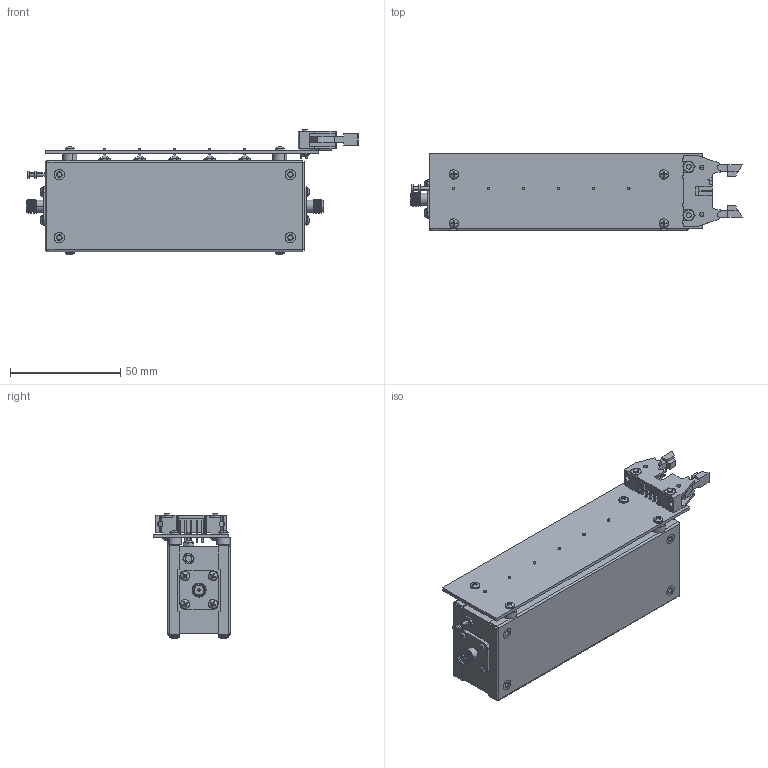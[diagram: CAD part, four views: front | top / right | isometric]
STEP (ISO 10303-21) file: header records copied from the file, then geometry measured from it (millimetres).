
FILE_DESCRIPTION (( 'STEP AP214' ), '1' );
FILE_NAME ('FMAT8013_3D.step', '2024-11-07T17:31:55', ( '' ), ( '' ), 'SwSTEP 2.0', 'SolidWorks 2022', '' );
FILE_SCHEMA (( 'AUTOMOTIVE_DESIGN' ));
Length unit declared in the file: inch
Products named in the file (1): FMAT8013_3D
Bounding box: 150.55 x 34.92 x 57.11 mm (x, y, z)
Volume: 32849.6 mm3; surface area: 59107.1 mm2
Topology: 3 solids, 3 shells, 2225 faces, 5819 edges, 3718 vertices
Faces by surface type: plane 1109, cone 394, cylinder 380, torus 172, bspline 130, sphere 40
Entity records: 98022 total; most frequent: CARTESIAN_POINT 27866, ORIENTED_EDGE 11566, DIRECTION 10733, EDGE_CURVE 5783, AXIS2_PLACEMENT_3D 3878, VERTEX_POINT 3718, LINE 2977, VECTOR 2977
